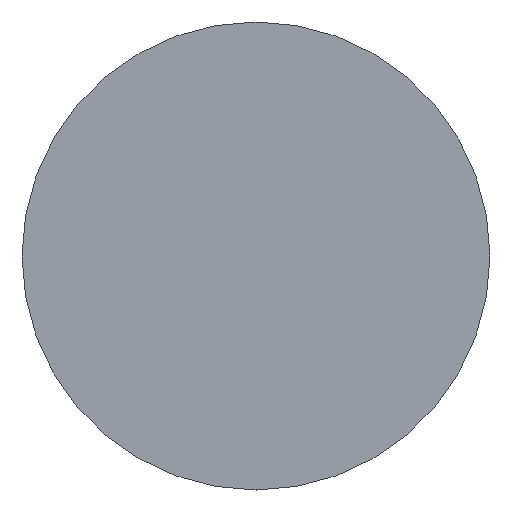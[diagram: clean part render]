
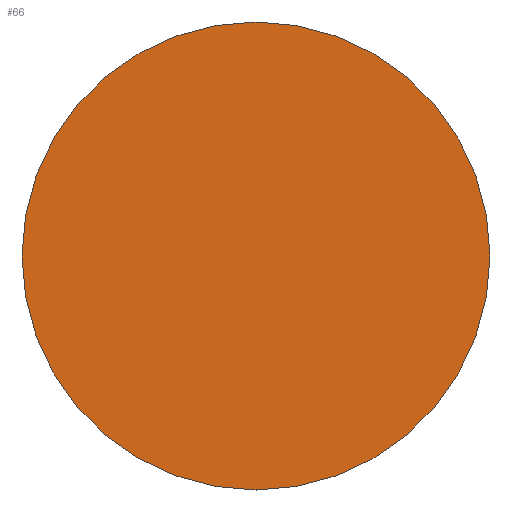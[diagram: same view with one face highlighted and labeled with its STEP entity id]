
A CAD part, left-side view. The second image highlights one B-rep face of the part: STEP entity #66.
In plain terms, the highlighted planar face has unit normal (-1, 0, 0).
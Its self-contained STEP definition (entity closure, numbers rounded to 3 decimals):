
#20 = CARTESIAN_POINT ( 'NONE',  ( 47.754, 28.478, 6.35 ) ) ;
#41 = CARTESIAN_POINT ( 'NONE',  ( 47.754, 28.478, -6.35 ) ) ;
#44 = CARTESIAN_POINT ( 'NONE',  ( 47.754, 28.478, 0. ) ) ;
#46 = DIRECTION ( 'NONE',  ( -1., 0., 0. ) ) ;
#53 = CIRCLE ( 'NONE', #151, 6.35 ) ;
#55 = EDGE_CURVE ( 'NONE', #111, #161, #95, .T. ) ;
#61 = DIRECTION ( 'NONE',  ( 0., 0., 1. ) ) ;
#65 = CARTESIAN_POINT ( 'NONE',  ( 47.754, 28.478, 0. ) ) ;
#66 = ADVANCED_FACE ( 'NONE', ( #186 ), #98, .F. ) ;
#70 = DIRECTION ( 'NONE',  ( 0., 0., -1. ) ) ;
#86 = DIRECTION ( 'NONE',  ( 1., 0., 0. ) ) ;
#95 = CIRCLE ( 'NONE', #142, 6.35 ) ;
#98 = PLANE ( 'NONE',  #112 ) ;
#100 = DIRECTION ( 'NONE',  ( -1., 0., 0. ) ) ;
#102 = ORIENTED_EDGE ( 'NONE', *, *, #55, .T. ) ;
#111 = VERTEX_POINT ( 'NONE', #20 ) ;
#112 = AXIS2_PLACEMENT_3D ( 'NONE', #65, #86, #70 ) ;
#113 = ORIENTED_EDGE ( 'NONE', *, *, #185, .T. ) ;
#142 = AXIS2_PLACEMENT_3D ( 'NONE', #44, #100, #146 ) ;
#146 = DIRECTION ( 'NONE',  ( 0., 0., 1. ) ) ;
#151 = AXIS2_PLACEMENT_3D ( 'NONE', #183, #46, #61 ) ;
#154 = EDGE_LOOP ( 'NONE', ( #102, #113 ) ) ;
#161 = VERTEX_POINT ( 'NONE', #41 ) ;
#183 = CARTESIAN_POINT ( 'NONE',  ( 47.754, 28.478, 0. ) ) ;
#185 = EDGE_CURVE ( 'NONE', #161, #111, #53, .T. ) ;
#186 = FACE_OUTER_BOUND ( 'NONE', #154, .T. ) ;
